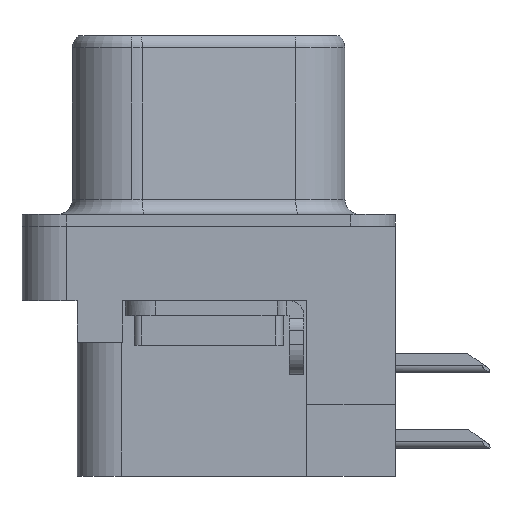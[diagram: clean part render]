
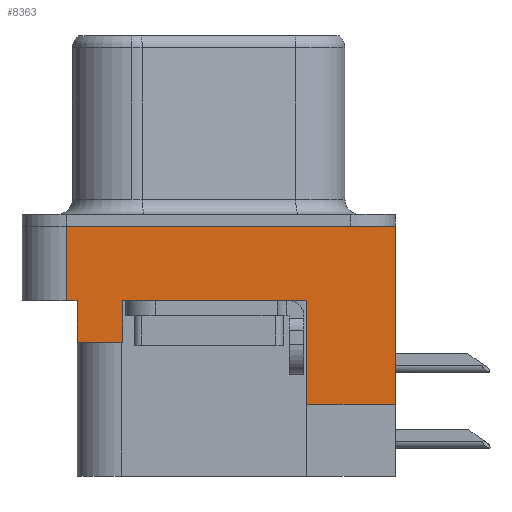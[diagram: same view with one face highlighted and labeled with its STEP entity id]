
A CAD part, left-side view. The second image highlights one B-rep face of the part: STEP entity #8363.
In plain terms, the highlighted planar face has unit normal (-1, 0, 0).
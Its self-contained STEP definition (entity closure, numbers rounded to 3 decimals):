
#77 = ORIENTED_EDGE ( 'NONE', *, *, #10374, .T. ) ;
#163 = ORIENTED_EDGE ( 'NONE', *, *, #6618, .F. ) ;
#209 = CARTESIAN_POINT ( 'NONE',  ( -2.91, -6.275, -2.5 ) ) ;
#409 = CARTESIAN_POINT ( 'NONE',  ( -2.91, -6.495, -6. ) ) ;
#423 = CARTESIAN_POINT ( 'NONE',  ( -2.91, 4.425, -3.9 ) ) ;
#1290 = EDGE_CURVE ( 'NONE', #11633, #12474, #1645, .T. ) ;
#1479 = CARTESIAN_POINT ( 'NONE',  ( -2.91, 4.425, -2.5 ) ) ;
#1611 = VECTOR ( 'NONE', #6153, 1000. ) ;
#1645 = LINE ( 'NONE', #5981, #1611 ) ;
#1745 = VECTOR ( 'NONE', #4288, 1000. ) ;
#1923 = LINE ( 'NONE', #12801, #1745 ) ;
#2017 = CARTESIAN_POINT ( 'NONE',  ( -2.91, -6.275, -2.5 ) ) ;
#2146 = DIRECTION ( 'NONE',  ( 0., 0., 1. ) ) ;
#2349 = PLANE ( 'NONE',  #13547 ) ;
#2426 = DIRECTION ( 'NONE',  ( 0., 0., 1. ) ) ;
#2817 = CARTESIAN_POINT ( 'NONE',  ( -2.91, -6.275, 0. ) ) ;
#3024 = ORIENTED_EDGE ( 'NONE', *, *, #7749, .F. ) ;
#3347 = CARTESIAN_POINT ( 'NONE',  ( -2.91, -3.295, -2.5 ) ) ;
#3376 = DIRECTION ( 'NONE',  ( 0., 0., 1. ) ) ;
#3489 = VERTEX_POINT ( 'NONE', #3347 ) ;
#3745 = VERTEX_POINT ( 'NONE', #1479 ) ;
#3827 = LINE ( 'NONE', #10918, #11804 ) ;
#4096 = DIRECTION ( 'NONE',  ( 0., 0., 1. ) ) ;
#4288 = DIRECTION ( 'NONE',  ( 0., -1., 0. ) ) ;
#4742 = CARTESIAN_POINT ( 'NONE',  ( -2.91, 4.775, 0. ) ) ;
#4874 = VECTOR ( 'NONE', #10587, 1000. ) ;
#4967 = CARTESIAN_POINT ( 'NONE',  ( -2.91, 4.425, -3.9 ) ) ;
#5255 = CARTESIAN_POINT ( 'NONE',  ( -2.91, -3.295, -8.4 ) ) ;
#5748 = VERTEX_POINT ( 'NONE', #10225 ) ;
#5788 = EDGE_CURVE ( 'NONE', #6591, #3489, #7822, .T. ) ;
#5814 = ORIENTED_EDGE ( 'NONE', *, *, #5788, .F. ) ;
#5981 = CARTESIAN_POINT ( 'NONE',  ( -2.91, 4.425, -3.9 ) ) ;
#6092 = EDGE_CURVE ( 'NONE', #12474, #3745, #12840, .T. ) ;
#6153 = DIRECTION ( 'NONE',  ( 0., 1., 0. ) ) ;
#6233 = ORIENTED_EDGE ( 'NONE', *, *, #7031, .T. ) ;
#6252 = LINE ( 'NONE', #7803, #11653 ) ;
#6290 = EDGE_CURVE ( 'NONE', #11633, #7747, #13001, .T. ) ;
#6375 = EDGE_CURVE ( 'NONE', #5748, #8889, #3827, .T. ) ;
#6591 = VERTEX_POINT ( 'NONE', #10431 ) ;
#6618 = EDGE_CURVE ( 'NONE', #8889, #6970, #6252, .T. ) ;
#6621 = ORIENTED_EDGE ( 'NONE', *, *, #1290, .F. ) ;
#6878 = DIRECTION ( 'NONE',  ( 0., 1., 0. ) ) ;
#6931 = VERTEX_POINT ( 'NONE', #9466 ) ;
#6961 = VECTOR ( 'NONE', #2426, 1000. ) ;
#6970 = VERTEX_POINT ( 'NONE', #2817 ) ;
#7031 = EDGE_CURVE ( 'NONE', #6931, #6970, #10581, .T. ) ;
#7617 = VECTOR ( 'NONE', #6878, 1000. ) ;
#7747 = VERTEX_POINT ( 'NONE', #12152 ) ;
#7749 = EDGE_CURVE ( 'NONE', #6931, #6591, #7954, .T. ) ;
#7803 = CARTESIAN_POINT ( 'NONE',  ( -2.91, -6.275, 0. ) ) ;
#7822 = LINE ( 'NONE', #5255, #10439 ) ;
#7879 = ORIENTED_EDGE ( 'NONE', *, *, #6290, .T. ) ;
#7954 = LINE ( 'NONE', #409, #7617 ) ;
#7970 = EDGE_LOOP ( 'NONE', ( #3024, #6233, #163, #9725, #9658, #10237, #6621, #7879, #77, #5814 ) ) ;
#8363 = ADVANCED_FACE ( 'NONE', ( #9163 ), #2349, .T. ) ;
#8884 = DIRECTION ( 'NONE',  ( 0., -1., 0. ) ) ;
#8889 = VERTEX_POINT ( 'NONE', #4742 ) ;
#9163 = FACE_OUTER_BOUND ( 'NONE', #7970, .T. ) ;
#9466 = CARTESIAN_POINT ( 'NONE',  ( -2.91, -6.275, -6. ) ) ;
#9487 = CARTESIAN_POINT ( 'NONE',  ( -2.91, 2.895, -3.9 ) ) ;
#9658 = ORIENTED_EDGE ( 'NONE', *, *, #12722, .T. ) ;
#9725 = ORIENTED_EDGE ( 'NONE', *, *, #6375, .F. ) ;
#9928 = DIRECTION ( 'NONE',  ( 0., -1., 0. ) ) ;
#9996 = CARTESIAN_POINT ( 'NONE',  ( -2.91, -6.275, -2.5 ) ) ;
#10004 = DIRECTION ( 'NONE',  ( -1., 0., 0. ) ) ;
#10225 = CARTESIAN_POINT ( 'NONE',  ( -2.91, 4.775, -2.5 ) ) ;
#10237 = ORIENTED_EDGE ( 'NONE', *, *, #6092, .F. ) ;
#10374 = EDGE_CURVE ( 'NONE', #7747, #3489, #1923, .T. ) ;
#10431 = CARTESIAN_POINT ( 'NONE',  ( -2.91, -3.295, -6. ) ) ;
#10439 = VECTOR ( 'NONE', #4096, 1000. ) ;
#10581 = LINE ( 'NONE', #2017, #12821 ) ;
#10587 = DIRECTION ( 'NONE',  ( 0., 0., 1. ) ) ;
#10622 = CARTESIAN_POINT ( 'NONE',  ( -2.91, 2.895, -3.9 ) ) ;
#10918 = CARTESIAN_POINT ( 'NONE',  ( -2.91, 4.775, -2.5 ) ) ;
#11633 = VERTEX_POINT ( 'NONE', #9487 ) ;
#11653 = VECTOR ( 'NONE', #9928, 1000. ) ;
#11804 = VECTOR ( 'NONE', #2146, 1000. ) ;
#12152 = CARTESIAN_POINT ( 'NONE',  ( -2.91, 2.895, -2.5 ) ) ;
#12474 = VERTEX_POINT ( 'NONE', #4967 ) ;
#12481 = DIRECTION ( 'NONE',  ( 0., 0., 1. ) ) ;
#12558 = VECTOR ( 'NONE', #8884, 1000. ) ;
#12715 = LINE ( 'NONE', #9996, #12558 ) ;
#12722 = EDGE_CURVE ( 'NONE', #5748, #3745, #12715, .T. ) ;
#12801 = CARTESIAN_POINT ( 'NONE',  ( -2.91, -6.275, -2.5 ) ) ;
#12821 = VECTOR ( 'NONE', #12481, 1000. ) ;
#12840 = LINE ( 'NONE', #423, #6961 ) ;
#13001 = LINE ( 'NONE', #10622, #4874 ) ;
#13547 = AXIS2_PLACEMENT_3D ( 'NONE', #209, #10004, #3376 ) ;
